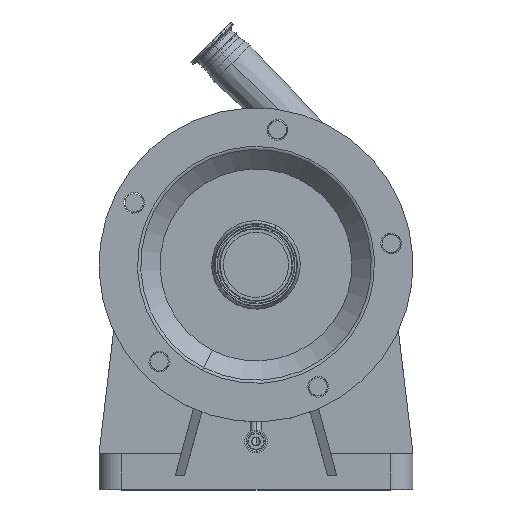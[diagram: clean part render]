
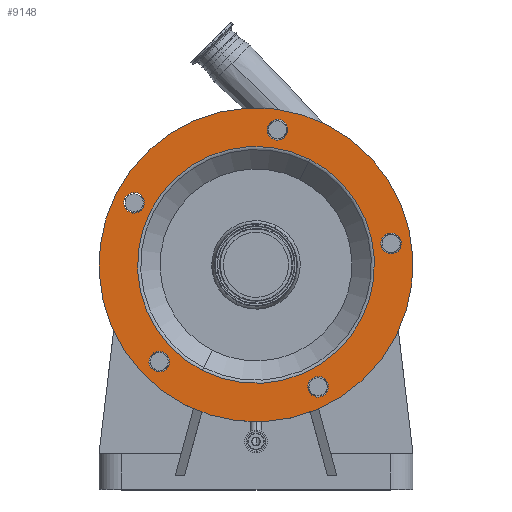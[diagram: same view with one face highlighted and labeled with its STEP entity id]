
A CAD part, top view. The second image highlights one B-rep face of the part: STEP entity #9148.
In plain terms, the highlighted planar face has unit normal (0, 0, 1).
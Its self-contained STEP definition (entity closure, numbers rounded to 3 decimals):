
#75 = AXIS2_PLACEMENT_3D ( 'NONE', #2692, #10670, #3790 ) ;
#130 = DIRECTION ( 'NONE',  ( 0., 0., 1. ) ) ;
#150 = ORIENTED_EDGE ( 'NONE', *, *, #7738, .F. ) ;
#220 = DIRECTION ( 'NONE',  ( -0.454, -0.891, 0. ) ) ;
#506 = DIRECTION ( 'NONE',  ( 0.454, 0.891, 0. ) ) ;
#518 = DIRECTION ( 'NONE',  ( -0.454, -0.891, 0. ) ) ;
#727 = CARTESIAN_POINT ( 'NONE',  ( 155.843, 34.103, 289.5 ) ) ;
#747 = EDGE_LOOP ( 'NONE', ( #9938, #4293 ) ) ;
#912 = FACE_OUTER_BOUND ( 'NONE', #9957, .T. ) ;
#1114 = CIRCLE ( 'NONE', #1847, 11.5 ) ;
#1178 = CARTESIAN_POINT ( 'NONE',  ( 69.234, -135.878, 289.5 ) ) ;
#1252 = ORIENTED_EDGE ( 'NONE', *, *, #6960, .F. ) ;
#1329 = CARTESIAN_POINT ( 'NONE',  ( -135.878, 69.234, 289.5 ) ) ;
#1399 = VERTEX_POINT ( 'NONE', #2320 ) ;
#1820 = EDGE_LOOP ( 'NONE', ( #2279, #1252 ) ) ;
#1847 = AXIS2_PLACEMENT_3D ( 'NONE', #1178, #9185, #2328 ) ;
#1893 = CARTESIAN_POINT ( 'NONE',  ( -130.658, 79.48, 289.5 ) ) ;
#1972 = AXIS2_PLACEMENT_3D ( 'NONE', #12795, #6138, #13827 ) ;
#2068 = ORIENTED_EDGE ( 'NONE', *, *, #12413, .F. ) ;
#2074 = DIRECTION ( 'NONE',  ( 0., 0., 1. ) ) ;
#2279 = ORIENTED_EDGE ( 'NONE', *, *, #10964, .F. ) ;
#2320 = CARTESIAN_POINT ( 'NONE',  ( -113.055, -118.08, 289.5 ) ) ;
#2328 = DIRECTION ( 'NONE',  ( 0.454, 0.891, 0. ) ) ;
#2467 = DIRECTION ( 'NONE',  ( 0.454, 0.891, 0. ) ) ;
#2692 = CARTESIAN_POINT ( 'NONE',  ( 150.622, 23.856, 289.5 ) ) ;
#2736 = EDGE_CURVE ( 'NONE', #11330, #5111, #14327, .T. ) ;
#2965 = VERTEX_POINT ( 'NONE', #11203 ) ;
#3019 = VERTEX_POINT ( 'NONE', #4424 ) ;
#3064 = EDGE_CURVE ( 'NONE', #8448, #10361, #1114, .T. ) ;
#3092 = CARTESIAN_POINT ( 'NONE',  ( -59.959, -117.676, 289.5 ) ) ;
#3361 = CARTESIAN_POINT ( 'NONE',  ( 0., 0., 289.5 ) ) ;
#3492 = DIRECTION ( 'NONE',  ( 0., 0., -1. ) ) ;
#3570 = CIRCLE ( 'NONE', #14413, 11.5 ) ;
#3790 = DIRECTION ( 'NONE',  ( 0.454, 0.891, 0. ) ) ;
#3865 = DIRECTION ( 'NONE',  ( 0., 0., 1. ) ) ;
#3905 = FACE_BOUND ( 'NONE', #747, .T. ) ;
#4181 = CIRCLE ( 'NONE', #10733, 11.5 ) ;
#4293 = ORIENTED_EDGE ( 'NONE', *, *, #2736, .T. ) ;
#4404 = DIRECTION ( 'NONE',  ( 0., 0., -1. ) ) ;
#4424 = CARTESIAN_POINT ( 'NONE',  ( 29.077, 160.869, 289.5 ) ) ;
#4464 = ORIENTED_EDGE ( 'NONE', *, *, #8001, .F. ) ;
#4529 = DIRECTION ( 'NONE',  ( -0.454, -0.891, 0. ) ) ;
#4539 = EDGE_CURVE ( 'NONE', #5111, #11330, #5140, .T. ) ;
#4608 = ORIENTED_EDGE ( 'NONE', *, *, #14084, .F. ) ;
#4659 = CARTESIAN_POINT ( 'NONE',  ( -102.613, -97.587, 289.5 ) ) ;
#4759 = AXIS2_PLACEMENT_3D ( 'NONE', #4794, #12624, #5951 ) ;
#4794 = CARTESIAN_POINT ( 'NONE',  ( 23.856, 150.622, 289.5 ) ) ;
#5060 = AXIS2_PLACEMENT_3D ( 'NONE', #13864, #7362, #506 ) ;
#5111 = VERTEX_POINT ( 'NONE', #3092 ) ;
#5130 = AXIS2_PLACEMENT_3D ( 'NONE', #13880, #7377, #518 ) ;
#5140 = CIRCLE ( 'NONE', #12635, 132.071 ) ;
#5198 = EDGE_CURVE ( 'NONE', #7946, #1399, #12502, .T. ) ;
#5241 = CARTESIAN_POINT ( 'NONE',  ( 150.622, 23.856, 289.5 ) ) ;
#5397 = AXIS2_PLACEMENT_3D ( 'NONE', #13608, #7081, #220 ) ;
#5476 = EDGE_LOOP ( 'NONE', ( #2068, #8522 ) ) ;
#5490 = VERTEX_POINT ( 'NONE', #11815 ) ;
#5601 = EDGE_LOOP ( 'NONE', ( #150, #6715 ) ) ;
#5698 = VERTEX_POINT ( 'NONE', #10334 ) ;
#5951 = DIRECTION ( 'NONE',  ( 0.454, 0.891, 0. ) ) ;
#6048 = VERTEX_POINT ( 'NONE', #727 ) ;
#6052 = ORIENTED_EDGE ( 'NONE', *, *, #13130, .F. ) ;
#6138 = DIRECTION ( 'NONE',  ( 0., 0., 1. ) ) ;
#6148 = CIRCLE ( 'NONE', #5060, 11.5 ) ;
#6314 = VERTEX_POINT ( 'NONE', #1893 ) ;
#6329 = CARTESIAN_POINT ( 'NONE',  ( 74.454, -125.632, 289.5 ) ) ;
#6390 = DIRECTION ( 'NONE',  ( 0.454, 0.891, 0. ) ) ;
#6638 = CIRCLE ( 'NONE', #4759, 11.5 ) ;
#6715 = ORIENTED_EDGE ( 'NONE', *, *, #3064, .F. ) ;
#6960 = EDGE_CURVE ( 'NONE', #2965, #6048, #3570, .T. ) ;
#6964 = FACE_BOUND ( 'NONE', #10134, .T. ) ;
#6992 = CARTESIAN_POINT ( 'NONE',  ( -107.834, -107.834, 289.5 ) ) ;
#7081 = DIRECTION ( 'NONE',  ( 0., 0., -1. ) ) ;
#7336 = CARTESIAN_POINT ( 'NONE',  ( 59.959, 117.676, 289.5 ) ) ;
#7362 = DIRECTION ( 'NONE',  ( 0., 0., 1. ) ) ;
#7377 = DIRECTION ( 'NONE',  ( 0., 0., -1. ) ) ;
#7480 = ORIENTED_EDGE ( 'NONE', *, *, #5198, .F. ) ;
#7537 = AXIS2_PLACEMENT_3D ( 'NONE', #10745, #3865, #11792 ) ;
#7566 = EDGE_CURVE ( 'NONE', #13852, #13560, #7907, .T. ) ;
#7738 = EDGE_CURVE ( 'NONE', #10361, #8448, #8801, .T. ) ;
#7853 = ORIENTED_EDGE ( 'NONE', *, *, #12846, .F. ) ;
#7907 = CIRCLE ( 'NONE', #12236, 175. ) ;
#7946 = VERTEX_POINT ( 'NONE', #4659 ) ;
#8001 = EDGE_CURVE ( 'NONE', #13560, #13852, #8617, .T. ) ;
#8015 = CIRCLE ( 'NONE', #75, 11.5 ) ;
#8171 = DIRECTION ( 'NONE',  ( 0.454, 0.891, 0. ) ) ;
#8211 = EDGE_LOOP ( 'NONE', ( #6052, #4608 ) ) ;
#8448 = VERTEX_POINT ( 'NONE', #10853 ) ;
#8522 = ORIENTED_EDGE ( 'NONE', *, *, #12638, .F. ) ;
#8617 = CIRCLE ( 'NONE', #5397, 175. ) ;
#8631 = CIRCLE ( 'NONE', #1972, 11.5 ) ;
#8801 = CIRCLE ( 'NONE', #7537, 11.5 ) ;
#8906 = CARTESIAN_POINT ( 'NONE',  ( -107.834, -107.834, 289.5 ) ) ;
#9148 = ADVANCED_FACE ( 'NONE', ( #6964, #10045, #12838, #10728, #3905, #912, #12508 ), #9273, .F. ) ;
#9185 = DIRECTION ( 'NONE',  ( 0., 0., 1. ) ) ;
#9273 = PLANE ( 'NONE',  #14101 ) ;
#9334 = DIRECTION ( 'NONE',  ( 0., 0., 1. ) ) ;
#9938 = ORIENTED_EDGE ( 'NONE', *, *, #4539, .T. ) ;
#9957 = EDGE_LOOP ( 'NONE', ( #4464, #11195 ) ) ;
#10045 = FACE_BOUND ( 'NONE', #5601, .T. ) ;
#10068 = DIRECTION ( 'NONE',  ( 0.454, 0.891, 0. ) ) ;
#10097 = CARTESIAN_POINT ( 'NONE',  ( -79.448, -155.926, 289.5 ) ) ;
#10134 = EDGE_LOOP ( 'NONE', ( #7480, #7853 ) ) ;
#10334 = CARTESIAN_POINT ( 'NONE',  ( 18.635, 140.376, 289.5 ) ) ;
#10361 = VERTEX_POINT ( 'NONE', #6329 ) ;
#10401 = CARTESIAN_POINT ( 'NONE',  ( -155.926, 79.448, 289.5 ) ) ;
#10670 = DIRECTION ( 'NONE',  ( 0., 0., 1. ) ) ;
#10728 = FACE_BOUND ( 'NONE', #8211, .T. ) ;
#10733 = AXIS2_PLACEMENT_3D ( 'NONE', #1329, #9334, #2467 ) ;
#10745 = CARTESIAN_POINT ( 'NONE',  ( 69.234, -135.878, 289.5 ) ) ;
#10853 = CARTESIAN_POINT ( 'NONE',  ( 64.013, -146.125, 289.5 ) ) ;
#10964 = EDGE_CURVE ( 'NONE', #6048, #2965, #8015, .T. ) ;
#11172 = AXIS2_PLACEMENT_3D ( 'NONE', #8906, #2074, #10068 ) ;
#11195 = ORIENTED_EDGE ( 'NONE', *, *, #7566, .F. ) ;
#11203 = CARTESIAN_POINT ( 'NONE',  ( 145.402, 13.61, 289.5 ) ) ;
#11232 = CARTESIAN_POINT ( 'NONE',  ( 0., 0., 289.5 ) ) ;
#11330 = VERTEX_POINT ( 'NONE', #7336 ) ;
#11348 = DIRECTION ( 'NONE',  ( 0., 0., -1. ) ) ;
#11471 = DIRECTION ( 'NONE',  ( -0.454, -0.891, 0. ) ) ;
#11792 = DIRECTION ( 'NONE',  ( 0.454, 0.891, 0. ) ) ;
#11815 = CARTESIAN_POINT ( 'NONE',  ( -141.099, 58.987, 289.5 ) ) ;
#11948 = AXIS2_PLACEMENT_3D ( 'NONE', #6992, #130, #8171 ) ;
#12236 = AXIS2_PLACEMENT_3D ( 'NONE', #3361, #11348, #4529 ) ;
#12264 = DIRECTION ( 'NONE',  ( -0.454, -0.891, 0. ) ) ;
#12413 = EDGE_CURVE ( 'NONE', #6314, #5490, #4181, .T. ) ;
#12502 = CIRCLE ( 'NONE', #11948, 11.5 ) ;
#12508 = FACE_BOUND ( 'NONE', #5476, .T. ) ;
#12624 = DIRECTION ( 'NONE',  ( 0., 0., 1. ) ) ;
#12635 = AXIS2_PLACEMENT_3D ( 'NONE', #11232, #4404, #12264 ) ;
#12638 = EDGE_CURVE ( 'NONE', #5490, #6314, #6148, .T. ) ;
#12795 = CARTESIAN_POINT ( 'NONE',  ( 23.856, 150.622, 289.5 ) ) ;
#12838 = FACE_BOUND ( 'NONE', #1820, .T. ) ;
#12846 = EDGE_CURVE ( 'NONE', #1399, #7946, #13505, .T. ) ;
#13033 = DIRECTION ( 'NONE',  ( 0., 0., 1. ) ) ;
#13130 = EDGE_CURVE ( 'NONE', #3019, #5698, #6638, .T. ) ;
#13505 = CIRCLE ( 'NONE', #11172, 11.5 ) ;
#13553 = CARTESIAN_POINT ( 'NONE',  ( 79.448, 155.926, 289.5 ) ) ;
#13560 = VERTEX_POINT ( 'NONE', #10097 ) ;
#13608 = CARTESIAN_POINT ( 'NONE',  ( 0., 0., 289.5 ) ) ;
#13827 = DIRECTION ( 'NONE',  ( 0.454, 0.891, 0. ) ) ;
#13852 = VERTEX_POINT ( 'NONE', #13553 ) ;
#13864 = CARTESIAN_POINT ( 'NONE',  ( -135.878, 69.234, 289.5 ) ) ;
#13880 = CARTESIAN_POINT ( 'NONE',  ( 0., 0., 289.5 ) ) ;
#14084 = EDGE_CURVE ( 'NONE', #5698, #3019, #8631, .T. ) ;
#14101 = AXIS2_PLACEMENT_3D ( 'NONE', #10401, #3492, #11471 ) ;
#14327 = CIRCLE ( 'NONE', #5130, 132.071 ) ;
#14413 = AXIS2_PLACEMENT_3D ( 'NONE', #5241, #13033, #6390 ) ;
